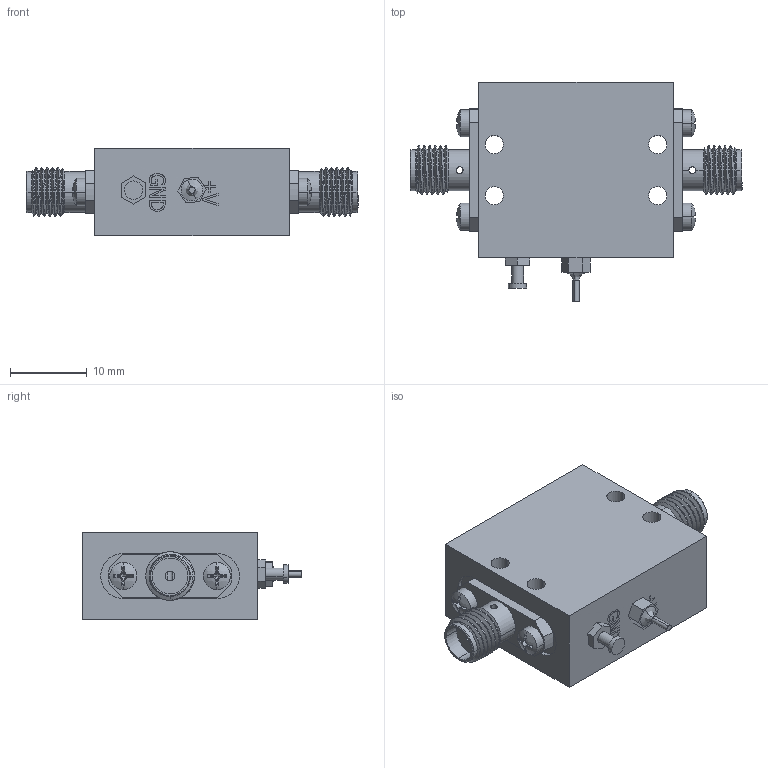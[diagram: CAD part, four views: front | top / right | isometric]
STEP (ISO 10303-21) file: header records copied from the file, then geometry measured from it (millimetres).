
FILE_DESCRIPTION (( 'STEP AP214' ), '1' );
FILE_NAME ('FMAM1089_3D.step', '2023-08-11T21:56:04', ( '' ), ( '' ), 'SwSTEP 2.0', 'SolidWorks 2022', '' );
FILE_SCHEMA (( 'AUTOMOTIVE_DESIGN' ));
Length unit declared in the file: inch
Products named in the file (1): FMAM1089_3D
Bounding box: 43.28 x 28.57 x 11.43 mm (x, y, z)
Volume: 7039.1 mm3; surface area: 3597.4 mm2
Topology: 11 solids, 11 shells, 419 faces, 1183 edges, 782 vertices
Faces by surface type: cylinder 180, plane 107, cone 92, bspline 40
Entity records: 19892 total; most frequent: CARTESIAN_POINT 6479, ORIENTED_EDGE 2322, DIRECTION 1787, EDGE_CURVE 1161, VERTEX_POINT 782, AXIS2_PLACEMENT_3D 702, EDGE_LOOP 463, FACE_OUTER_BOUND 419
